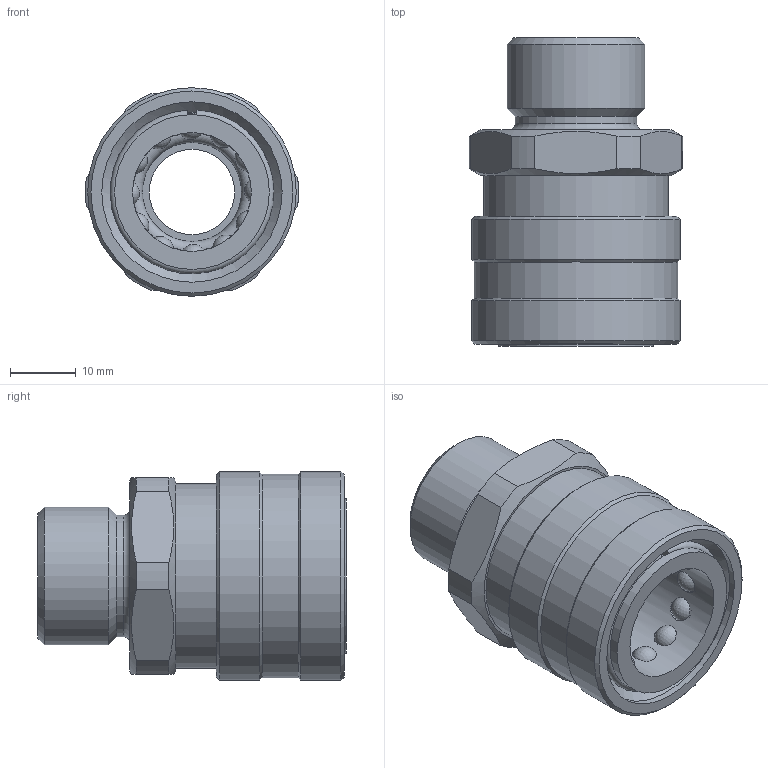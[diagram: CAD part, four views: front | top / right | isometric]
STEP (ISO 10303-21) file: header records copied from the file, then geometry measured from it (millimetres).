
FILE_DESCRIPTION(/* description */ ('Unknown'),/* implementation_level */ '2;1');
FILE_NAME(/* name */ '203100655',/* time_stamp */ '2018-11-13T08:10:23+01:00',/* author */ ('Unknown'),/* organization */ ('Unknown'),/* preprocessor_version */ 'ST-DEVELOPER v16.7',/* originating_system */ 'DEX',/* authorisation */ $);
FILE_SCHEMA (('AUTOMOTIVE_DESIGN {1 0 10303 214 3 1 1}'));
Length unit declared in the file: millimetre
Products named in the file (1): Part1
Bounding box: 32.48 x 47 x 31.8 mm (x, y, z)
Volume: 17320.9 mm3; surface area: 13232.8 mm2
Topology: 1 solids, 1 shells, 101 faces, 350 edges, 224 vertices
Faces by surface type: cylinder 38, cone 23, plane 23, sphere 12, torus 5
Full cylindrical faces by diameter (mm): 4.2 x12, 13 x1, 15.9 x1, 18.1 x2, 18.5 x1, 20.3 x2, 20.96 x1, 21.5 x2, 21.8 x1, 23.6 x2, 24.348 x1, 27.497 x1, 28.2 x1, 28.397 x1, 30.997 x1, 31.797 x2
Entity records: 3971 total; most frequent: CARTESIAN_POINT 1187, DIRECTION 374, ORIENTED_EDGE 344, EDGE_LOOP 223, FACE_BOUND 223, AXIS2_PLACEMENT_3D 178, EDGE_CURVE 172, VERTEX_POINT 143
